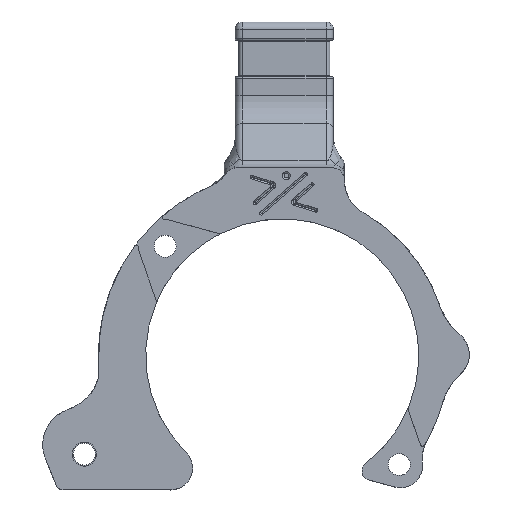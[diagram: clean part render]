
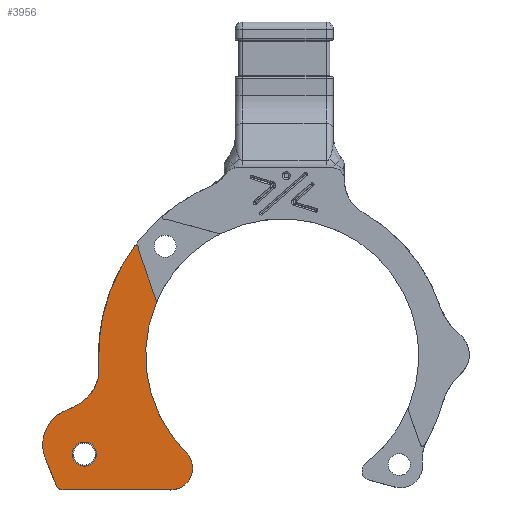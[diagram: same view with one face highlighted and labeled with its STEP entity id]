
A CAD part, top view. The second image highlights one B-rep face of the part: STEP entity #3956.
In plain terms, the highlighted planar face has unit normal (0.001, 0, 1).
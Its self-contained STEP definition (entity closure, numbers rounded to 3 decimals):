
#16=(
BOUNDED_CURVE()
B_SPLINE_CURVE(3,(#8327,#8328,#8329,#8330,#8331,#8332,#8333,#8334),
 .UNSPECIFIED.,.F.,.F.)
B_SPLINE_CURVE_WITH_KNOTS((4,2,2,4),(2.558,2.6,2.845,
3.023),.UNSPECIFIED.)
CURVE()
GEOMETRIC_REPRESENTATION_ITEM()
RATIONAL_B_SPLINE_CURVE((1.,1.,1.,1.,1.,1.,1.,1.))
REPRESENTATION_ITEM('')
);
#74=FACE_BOUND('',#984,.T.);
#177=B_SPLINE_CURVE_WITH_KNOTS('',3,(#8235,#8236,#8237,#8238),
 .UNSPECIFIED.,.F.,.F.,(4,4),(0.,0.444),.UNSPECIFIED.);
#262=CIRCLE('',#4082,18.7);
#409=CIRCLE('',#4375,1.);
#410=CIRCLE('',#4378,25.15);
#411=CIRCLE('',#4380,0.5);
#412=CIRCLE('',#4382,3.);
#413=CIRCLE('',#4384,3.5);
#414=CIRCLE('',#4386,0.3);
#415=CIRCLE('',#4387,8.5);
#416=CIRCLE('',#4389,1.649);
#417=CIRCLE('',#4390,5.);
#418=CIRCLE('',#4392,6.5);
#741=FACE_OUTER_BOUND('',#983,.T.);
#983=EDGE_LOOP('',(#3634,#3635,#3636,#3637,#3638,#3639,#3640,#3641,#3642,
#3643,#3644,#3645,#3646,#3647,#3648));
#984=EDGE_LOOP('',(#3649));
#1233=LINE('',#8216,#1495);
#1244=LINE('',#8284,#1506);
#1246=LINE('',#8336,#1508);
#1495=VECTOR('',#5457,10.);
#1506=VECTOR('',#5498,10.);
#1508=VECTOR('',#5504,10.);
#1610=VERTEX_POINT('',#5990);
#1611=VERTEX_POINT('',#5992);
#1862=VERTEX_POINT('',#8208);
#1863=VERTEX_POINT('',#8210);
#1864=VERTEX_POINT('',#8214);
#1865=VERTEX_POINT('',#8233);
#1866=VERTEX_POINT('',#8234);
#1867=VERTEX_POINT('',#8242);
#1868=VERTEX_POINT('',#8246);
#1869=VERTEX_POINT('',#8252);
#1870=VERTEX_POINT('',#8254);
#1871=VERTEX_POINT('',#8265);
#1872=VERTEX_POINT('',#8269);
#1873=VERTEX_POINT('',#8278);
#1874=VERTEX_POINT('',#8279);
#1875=VERTEX_POINT('',#8291);
#2023=EDGE_CURVE('',#1610,#1611,#262,.T.);
#2439=EDGE_CURVE('',#1862,#1863,#409,.T.);
#2442=EDGE_CURVE('',#1862,#1864,#1233,.T.);
#2443=EDGE_CURVE('',#1865,#1866,#177,.T.);
#2446=EDGE_CURVE('',#1866,#1867,#410,.T.);
#2448=EDGE_CURVE('',#1868,#1610,#411,.T.);
#2450=EDGE_CURVE('',#1611,#1864,#412,.T.);
#2452=EDGE_CURVE('',#1870,#1869,#413,.T.);
#2454=EDGE_CURVE('',#1867,#1869,#414,.T.);
#2456=EDGE_CURVE('',#1871,#1865,#415,.T.);
#2457=EDGE_CURVE('',#1872,#1872,#416,.T.);
#2459=EDGE_CURVE('',#1873,#1874,#417,.T.);
#2462=EDGE_CURVE('',#1868,#1870,#1244,.T.);
#2463=EDGE_CURVE('',#1871,#1875,#418,.T.);
#2466=EDGE_CURVE('',#1873,#1875,#16,.T.);
#2467=EDGE_CURVE('',#1863,#1874,#1246,.T.);
#3634=ORIENTED_EDGE('',*,*,#2439,.F.);
#3635=ORIENTED_EDGE('',*,*,#2442,.T.);
#3636=ORIENTED_EDGE('',*,*,#2450,.F.);
#3637=ORIENTED_EDGE('',*,*,#2023,.F.);
#3638=ORIENTED_EDGE('',*,*,#2448,.F.);
#3639=ORIENTED_EDGE('',*,*,#2462,.T.);
#3640=ORIENTED_EDGE('',*,*,#2452,.T.);
#3641=ORIENTED_EDGE('',*,*,#2454,.F.);
#3642=ORIENTED_EDGE('',*,*,#2446,.F.);
#3643=ORIENTED_EDGE('',*,*,#2443,.F.);
#3644=ORIENTED_EDGE('',*,*,#2456,.F.);
#3645=ORIENTED_EDGE('',*,*,#2463,.T.);
#3646=ORIENTED_EDGE('',*,*,#2466,.F.);
#3647=ORIENTED_EDGE('',*,*,#2459,.T.);
#3648=ORIENTED_EDGE('',*,*,#2467,.F.);
#3649=ORIENTED_EDGE('',*,*,#2457,.F.);
#3725=PLANE('',#4394);
#3956=ADVANCED_FACE('',(#741,#74),#3725,.T.);
#4082=AXIS2_PLACEMENT_3D('',#5993,#4687,#4688);
#4375=AXIS2_PLACEMENT_3D('',#8211,#5451,#5452);
#4378=AXIS2_PLACEMENT_3D('',#8243,#5462,#5463);
#4380=AXIS2_PLACEMENT_3D('',#8247,#5467,#5468);
#4382=AXIS2_PLACEMENT_3D('',#8250,#5472,#5473);
#4384=AXIS2_PLACEMENT_3D('',#8255,#5477,#5478);
#4386=AXIS2_PLACEMENT_3D('',#8258,#5482,#5483);
#4387=AXIS2_PLACEMENT_3D('',#8267,#5485,#5486);
#4389=AXIS2_PLACEMENT_3D('',#8270,#5489,#5490);
#4390=AXIS2_PLACEMENT_3D('',#8280,#5492,#5493);
#4392=AXIS2_PLACEMENT_3D('',#8292,#5499,#5500);
#4394=AXIS2_PLACEMENT_3D('',#8337,#5505,#5506);
#4687=DIRECTION('center_axis',(0.001,0.,
1.));
#4688=DIRECTION('ref_axis',(-1.,0.,0.001));
#5451=DIRECTION('center_axis',(-0.001,0.,
-1.));
#5452=DIRECTION('ref_axis',(-0.561,-0.828,0.001));
#5457=DIRECTION('',(1.,0.,-0.001));
#5462=DIRECTION('center_axis',(-0.001,0.,
-1.));
#5463=DIRECTION('ref_axis',(-1.,0.,0.001));
#5467=DIRECTION('center_axis',(-0.001,0.,
-1.));
#5468=DIRECTION('ref_axis',(1.,-0.029,-0.001));
#5472=DIRECTION('center_axis',(-0.001,0.,
-1.));
#5473=DIRECTION('ref_axis',(0.925,-0.381,-0.001));
#5477=DIRECTION('center_axis',(-0.001,0.,
-1.));
#5478=DIRECTION('ref_axis',(0.263,0.965,0.));
#5482=DIRECTION('center_axis',(-0.001,0.,
-1.));
#5483=DIRECTION('ref_axis',(0.27,0.963,0.));
#5485=DIRECTION('center_axis',(0.001,0.,
1.));
#5486=DIRECTION('ref_axis',(0.084,-0.996,0.));
#5489=DIRECTION('center_axis',(0.001,0.,
1.));
#5490=DIRECTION('ref_axis',(-1.,0.,0.001));
#5492=DIRECTION('center_axis',(0.001,0.,
1.));
#5493=DIRECTION('ref_axis',(0.084,-0.996,0.));
#5498=DIRECTION('',(-0.33,0.944,0.));
#5499=DIRECTION('center_axis',(0.001,0.,
1.));
#5500=DIRECTION('ref_axis',(-0.084,0.996,0.));
#5504=DIRECTION('',(-0.371,0.928,0.));
#5505=DIRECTION('center_axis',(0.001,0.,
1.));
#5506=DIRECTION('ref_axis',(-1.,0.,0.001));
#5990=CARTESIAN_POINT('',(-6.978,-32.065,-34.107));
#5992=CARTESIAN_POINT('',(-2.877,-52.518,-34.109));
#5993=CARTESIAN_POINT('Origin',(10.291,-39.24,-34.121));
#8208=CARTESIAN_POINT('',(-19.717,-57.648,-34.095));
#8210=CARTESIAN_POINT('',(-20.645,-57.019,-34.094));
#8211=CARTESIAN_POINT('Origin',(-19.717,-56.648,-34.095));
#8214=CARTESIAN_POINT('',(-4.99,-57.648,-34.107));
#8216=CARTESIAN_POINT('',(-20.394,-57.648,-34.094));
#8233=CARTESIAN_POINT('',(-16.367,-44.961,-34.098));
#8234=CARTESIAN_POINT('',(-14.799,-40.97,-34.1));
#8235=CARTESIAN_POINT('Ctrl Pts',(-16.367,-44.961,-34.098));
#8236=CARTESIAN_POINT('Ctrl Pts',(-15.29,-43.951,-34.099));
#8237=CARTESIAN_POINT('Ctrl Pts',(-14.698,-42.444,-34.1));
#8238=CARTESIAN_POINT('Ctrl Pts',(-14.799,-40.97,-34.1));
#8242=CARTESIAN_POINT('',(-9.935,-24.292,-34.105));
#8243=CARTESIAN_POINT('Origin',(10.291,-39.24,-34.121));
#8246=CARTESIAN_POINT('',(-6.968,-31.708,-34.107));
#8247=CARTESIAN_POINT('Origin',(-7.44,-31.873,-34.107));
#8250=CARTESIAN_POINT('Origin',(-4.99,-54.648,-34.107));
#8252=CARTESIAN_POINT('',(-9.395,-24.444,-34.106));
#8254=CARTESIAN_POINT('',(-9.213,-25.289,-34.106));
#8255=CARTESIAN_POINT('Origin',(-5.909,-24.134,-34.109));
#8258=CARTESIAN_POINT('Origin',(-9.694,-24.47,-34.105));
#8265=CARTESIAN_POINT('',(-19.141,-46.699,-34.096));
#8267=CARTESIAN_POINT('Origin',(-22.182,-38.761,-34.094));
#8269=CARTESIAN_POINT('',(-15.149,-52.742,-34.099));
#8270=CARTESIAN_POINT('Origin',(-16.798,-52.742,-34.098));
#8278=CARTESIAN_POINT('',(-22.437,-50.67,-34.093));
#8279=CARTESIAN_POINT('',(-22.138,-53.288,-34.093));
#8280=CARTESIAN_POINT('Origin',(-17.495,-51.431,-34.097));
#8284=CARTESIAN_POINT('',(-5.403,-36.183,-34.108));
#8291=CARTESIAN_POINT('',(-19.76,-46.974,-34.095));
#8292=CARTESIAN_POINT('Origin',(-16.816,-52.769,-34.098));
#8327=CARTESIAN_POINT('Ctrl Pts',(-22.437,-50.67,-34.093));
#8328=CARTESIAN_POINT('Ctrl Pts',(-22.415,-50.53,-34.093));
#8329=CARTESIAN_POINT('Ctrl Pts',(-22.388,-50.392,-34.093));
#8330=CARTESIAN_POINT('Ctrl Pts',(-22.167,-49.477,-34.093));
#8331=CARTESIAN_POINT('Ctrl Pts',(-21.77,-48.704,-34.094));
#8332=CARTESIAN_POINT('Ctrl Pts',(-20.795,-47.625,-34.095));
#8333=CARTESIAN_POINT('Ctrl Pts',(-20.298,-47.247,-34.095));
#8334=CARTESIAN_POINT('Ctrl Pts',(-19.76,-46.974,-34.095));
#8336=CARTESIAN_POINT('',(-20.394,-57.648,-34.094));
#8337=CARTESIAN_POINT('Origin',(5.262,-37.272,-34.117));
